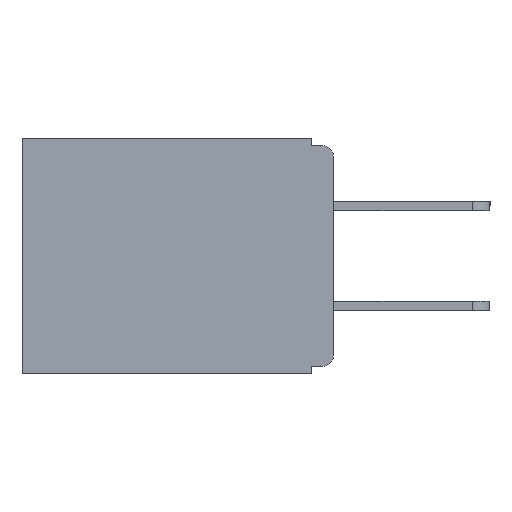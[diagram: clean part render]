
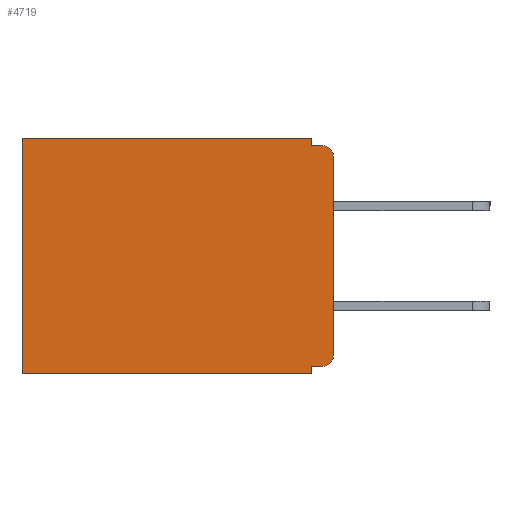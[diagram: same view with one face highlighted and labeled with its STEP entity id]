
A CAD part, left-side view. The second image highlights one B-rep face of the part: STEP entity #4719.
In plain terms, the highlighted planar face has unit normal (-1, 0, 0).
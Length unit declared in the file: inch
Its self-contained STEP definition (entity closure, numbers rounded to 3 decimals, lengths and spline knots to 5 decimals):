
#335 = EDGE_CURVE ( 'NONE', #491, #10771, #8646, .T. ) ;
#491 = VERTEX_POINT ( 'NONE', #13132 ) ;
#556 = EDGE_LOOP ( 'NONE', ( #24152, #6754, #7093, #23387, #23313, #3775, #25914, #8307, #16523, #24773 ) ) ;
#1050 = EDGE_CURVE ( 'NONE', #22473, #18556, #25037, .T. ) ;
#1406 = DIRECTION ( 'NONE',  ( 0., 0., -1. ) ) ;
#1611 = CARTESIAN_POINT ( 'NONE',  ( 0.3, 0., 0. ) ) ;
#1659 = CARTESIAN_POINT ( 'NONE',  ( 0.3, 0., -0.33 ) ) ;
#2402 = VECTOR ( 'NONE', #24870, 39.37008 ) ;
#2986 = EDGE_CURVE ( 'NONE', #22473, #24789, #21684, .T. ) ;
#3339 = DIRECTION ( 'NONE',  ( 0., 0., -1. ) ) ;
#3513 = CARTESIAN_POINT ( 'NONE',  ( 0.3, 0., -0.025 ) ) ;
#3729 = DIRECTION ( 'NONE',  ( 0., 1., 0. ) ) ;
#3775 = ORIENTED_EDGE ( 'NONE', *, *, #9704, .T. ) ;
#3990 = VERTEX_POINT ( 'NONE', #11737 ) ;
#4064 = CARTESIAN_POINT ( 'NONE',  ( 0.3, 0.031, 0. ) ) ;
#4264 = CARTESIAN_POINT ( 'NONE',  ( 0.3, 0.437, 0. ) ) ;
#4692 = AXIS2_PLACEMENT_3D ( 'NONE', #22974, #23367, #26194 ) ;
#4719 = ADVANCED_FACE ( 'NONE', ( #7026 ), #18947, .F. ) ;
#5773 = EDGE_CURVE ( 'NONE', #10344, #10261, #8966, .T. ) ;
#5899 = DIRECTION ( 'NONE',  ( 1., 0., 0. ) ) ;
#6754 = ORIENTED_EDGE ( 'NONE', *, *, #2986, .T. ) ;
#6936 = VERTEX_POINT ( 'NONE', #11919 ) ;
#7026 = FACE_OUTER_BOUND ( 'NONE', #556, .T. ) ;
#7093 = ORIENTED_EDGE ( 'NONE', *, *, #14031, .F. ) ;
#7711 = CARTESIAN_POINT ( 'NONE',  ( 0.3, 0.015, -0.305 ) ) ;
#7789 = CARTESIAN_POINT ( 'NONE',  ( 0.3, 0., -0.33 ) ) ;
#7807 = VERTEX_POINT ( 'NONE', #4264 ) ;
#7936 = LINE ( 'NONE', #4064, #2402 ) ;
#8106 = CARTESIAN_POINT ( 'NONE',  ( 0.3, 0.015, -0.32 ) ) ;
#8307 = ORIENTED_EDGE ( 'NONE', *, *, #16058, .F. ) ;
#8400 = AXIS2_PLACEMENT_3D ( 'NONE', #7711, #22163, #9830 ) ;
#8409 = LINE ( 'NONE', #26225, #24265 ) ;
#8646 = LINE ( 'NONE', #1659, #14085 ) ;
#8966 = LINE ( 'NONE', #10790, #25467 ) ;
#9704 = EDGE_CURVE ( 'NONE', #7807, #10771, #8409, .T. ) ;
#9830 = DIRECTION ( 'NONE',  ( 0., 0., -1. ) ) ;
#9863 = CARTESIAN_POINT ( 'NONE',  ( 0.3, 0.031, -0.32 ) ) ;
#9928 = AXIS2_PLACEMENT_3D ( 'NONE', #18311, #5899, #10781 ) ;
#10261 = VERTEX_POINT ( 'NONE', #9863 ) ;
#10344 = VERTEX_POINT ( 'NONE', #8106 ) ;
#10630 = VECTOR ( 'NONE', #3339, 39.37008 ) ;
#10771 = VERTEX_POINT ( 'NONE', #19824 ) ;
#10781 = DIRECTION ( 'NONE',  ( 0., 0., -1. ) ) ;
#10790 = CARTESIAN_POINT ( 'NONE',  ( 0.3, 0., -0.32 ) ) ;
#11737 = CARTESIAN_POINT ( 'NONE',  ( 0.3, 0.031, 0. ) ) ;
#11919 = CARTESIAN_POINT ( 'NONE',  ( 0.3, 0.031, -0.01 ) ) ;
#12957 = VECTOR ( 'NONE', #15036, 39.37008 ) ;
#13132 = CARTESIAN_POINT ( 'NONE',  ( 0.3, 0.031, -0.33 ) ) ;
#13397 = CARTESIAN_POINT ( 'NONE',  ( 0.3, 0.015, -0.01 ) ) ;
#14031 = EDGE_CURVE ( 'NONE', #6936, #24789, #24000, .T. ) ;
#14085 = VECTOR ( 'NONE', #18387, 39.37008 ) ;
#14245 = DIRECTION ( 'NONE',  ( 0., 1., 0. ) ) ;
#14532 = CIRCLE ( 'NONE', #8400, 0.015 ) ;
#15036 = DIRECTION ( 'NONE',  ( 0., -1., 0. ) ) ;
#16058 = EDGE_CURVE ( 'NONE', #10261, #491, #20956, .T. ) ;
#16432 = DIRECTION ( 'NONE',  ( 0., 0., -1. ) ) ;
#16523 = ORIENTED_EDGE ( 'NONE', *, *, #5773, .F. ) ;
#17466 = EDGE_CURVE ( 'NONE', #3990, #6936, #7936, .T. ) ;
#17750 = CARTESIAN_POINT ( 'NONE',  ( 0.3, 0.031, -0.33 ) ) ;
#18311 = CARTESIAN_POINT ( 'NONE',  ( 0.3, 0., -0.33 ) ) ;
#18387 = DIRECTION ( 'NONE',  ( 0., 1., 0. ) ) ;
#18556 = VERTEX_POINT ( 'NONE', #26266 ) ;
#18788 = VECTOR ( 'NONE', #3729, 39.37008 ) ;
#18947 = PLANE ( 'NONE',  #9928 ) ;
#19532 = VECTOR ( 'NONE', #16432, 39.37008 ) ;
#19824 = CARTESIAN_POINT ( 'NONE',  ( 0.3, 0.437, -0.33 ) ) ;
#20956 = LINE ( 'NONE', #17750, #10630 ) ;
#21684 = CIRCLE ( 'NONE', #4692, 0.015 ) ;
#22163 = DIRECTION ( 'NONE',  ( -1., 0., 0. ) ) ;
#22473 = VERTEX_POINT ( 'NONE', #3513 ) ;
#22974 = CARTESIAN_POINT ( 'NONE',  ( 0.3, 0.015, -0.025 ) ) ;
#23313 = ORIENTED_EDGE ( 'NONE', *, *, #25744, .T. ) ;
#23367 = DIRECTION ( 'NONE',  ( -1., 0., 0. ) ) ;
#23387 = ORIENTED_EDGE ( 'NONE', *, *, #17466, .F. ) ;
#24000 = LINE ( 'NONE', #25422, #12957 ) ;
#24152 = ORIENTED_EDGE ( 'NONE', *, *, #1050, .F. ) ;
#24265 = VECTOR ( 'NONE', #1406, 39.37008 ) ;
#24322 = LINE ( 'NONE', #1611, #18788 ) ;
#24773 = ORIENTED_EDGE ( 'NONE', *, *, #25707, .T. ) ;
#24789 = VERTEX_POINT ( 'NONE', #13397 ) ;
#24870 = DIRECTION ( 'NONE',  ( 0., 0., -1. ) ) ;
#25037 = LINE ( 'NONE', #7789, #19532 ) ;
#25422 = CARTESIAN_POINT ( 'NONE',  ( 0.3, 0., -0.01 ) ) ;
#25467 = VECTOR ( 'NONE', #14245, 39.37008 ) ;
#25707 = EDGE_CURVE ( 'NONE', #10344, #18556, #14532, .T. ) ;
#25744 = EDGE_CURVE ( 'NONE', #3990, #7807, #24322, .T. ) ;
#25914 = ORIENTED_EDGE ( 'NONE', *, *, #335, .F. ) ;
#26194 = DIRECTION ( 'NONE',  ( 0., 0., -1. ) ) ;
#26225 = CARTESIAN_POINT ( 'NONE',  ( 0.3, 0.437, -0.33 ) ) ;
#26266 = CARTESIAN_POINT ( 'NONE',  ( 0.3, 0., -0.305 ) ) ;
